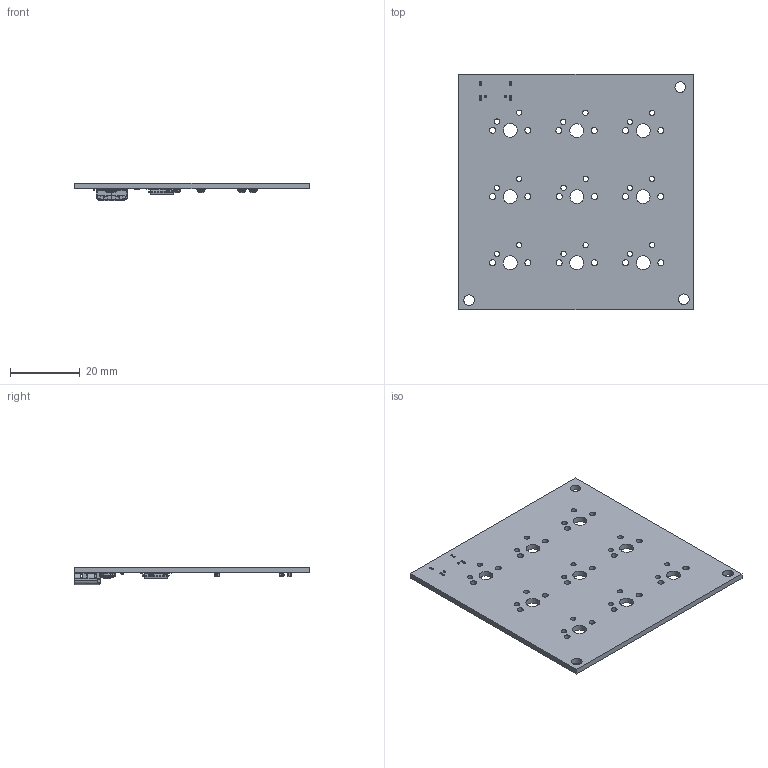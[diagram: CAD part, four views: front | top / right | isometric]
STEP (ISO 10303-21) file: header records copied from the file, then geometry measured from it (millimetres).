
FILE_DESCRIPTION(('KiCad electronic assembly'),'2;1');
FILE_NAME('fclub.step','2024-08-30T13:16:25',('Pcbnew'),('Kicad'), 'Open CASCADE STEP processor 7.8','KiCad to STEP converter','Unknown' );
FILE_SCHEMA(('AUTOMOTIVE_DESIGN { 1 0 10303 214 1 1 1 1 }'));
Length unit declared in the file: millimetre
Products named in the file (14): fclub 1; D_SOD-323; D_SOD_323; R_0201_0603Metric; C_0201_0603Metric; LQFP-32_7x7mm_P0.8mm; LQFP_32_7x7mm_P08mm; SW_SPST_TL3342; USB_C_Receptacle_GCT_USB4105-xx-A_16P_TopMnt_Horizontal; USB_C_Receptacle_16P_TopMnt_Horizontal_GCT_USB4105-xx-A; fclub_PCB
Assembly tree (27 placements, depth 3):
  fclub 1
    D_SOD-323  x9
      D_SOD_323
    R_0201_0603Metric  x3
      R_0201_0603Metric
    C_0201_0603Metric  x5
      C_0201_0603Metric
    LQFP-32_7x7mm_P0.8mm
      LQFP_32_7x7mm_P08mm
    SW_SPST_TL3342
      SW_SPST_TL3342
    USB_C_Receptacle_GCT_USB4105-xx-A_16P_TopMnt_Horizontal
      USB_C_Receptacle_16P_TopMnt_Horizontal_GCT_USB4105-xx-A
    fclub_PCB
Bounding box: 67.33 x 67.59 x 4.96 mm (x, y, z)
Volume: 7167.1 mm3; surface area: 10559.1 mm2
Topology: 56 solids, 57 shells, 2248 faces, 5682 edges, 3565 vertices
Faces by surface type: plane 1413, cylinder 520, bspline 306, cone 8, torus 1
Full cylindrical faces by diameter (mm): 0.5 x3, 0.65 x2, 1.524 x18, 1.75 x18, 2 x1, 3.048 x3, 3.988 x9
Entity records: 58451 total; most frequent: CARTESIAN_POINT 9469, ORIENTED_EDGE 8020, DIRECTION 7634, EDGE_CURVE 4010, LINE 3094, VECTOR 3094, VERTEX_POINT 2549, AXIS2_PLACEMENT_3D 2270
